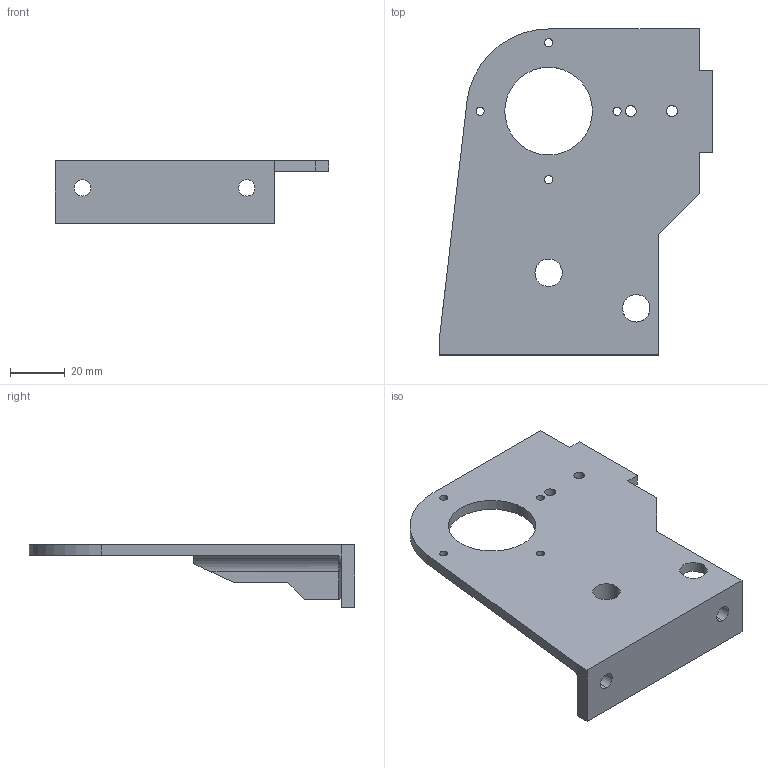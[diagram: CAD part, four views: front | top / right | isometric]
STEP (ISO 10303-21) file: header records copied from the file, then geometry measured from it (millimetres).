
FILE_DESCRIPTION((''),'2;1');
FILE_NAME('OBMP-BTP-1640','2023-10-11T21:00:57',('ccha425'),('Department of Mechanical Engineering, The University of Auckland'),'CREO PARAMETRIC BY PTC INC, 2017260','CREO PARAMETRIC BY PTC INC, 2017260','');
FILE_SCHEMA(('CONFIG_CONTROL_DESIGN'));
Length unit declared in the file: millimetre
Products named in the file (1): OBMP-BTP-1640
Bounding box: 100 x 119 x 23 mm (x, y, z)
Volume: 70594.6 mm3; surface area: 24116.1 mm2
Topology: 1 solids, 1 shells, 53 faces, 151 edges, 99 vertices
Faces by surface type: plane 26, cylinder 25, cone 2
Entity records: 1838 total; most frequent: CARTESIAN_POINT 330, DIRECTION 305, ORIENTED_EDGE 302, EDGE_CURVE 151, AXIS2_PLACEMENT_3D 105, VERTEX_POINT 99, VECTOR 95, LINE 95
